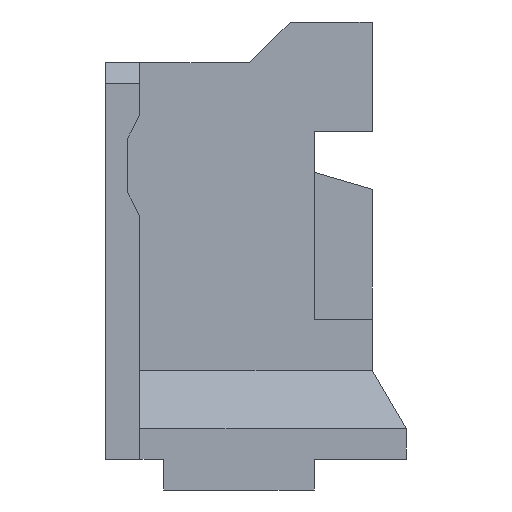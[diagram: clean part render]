
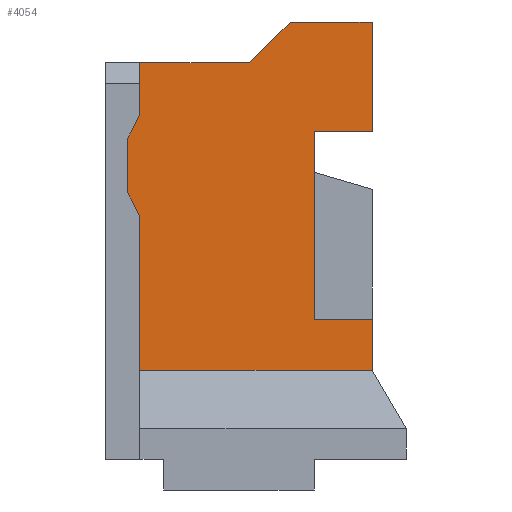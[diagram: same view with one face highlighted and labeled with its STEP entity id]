
A CAD part, left-side view. The second image highlights one B-rep face of the part: STEP entity #4054.
In plain terms, the highlighted planar face has unit normal (-1, 0, 0).
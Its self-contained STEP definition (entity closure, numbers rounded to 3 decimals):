
#20 = LINE ( 'NONE', #903, #1382 ) ;
#60 = CARTESIAN_POINT ( 'NONE',  ( -1.25, 1.1, -5.8 ) ) ;
#84 = LINE ( 'NONE', #1211, #351 ) ;
#133 = LINE ( 'NONE', #2175, #1007 ) ;
#179 = VERTEX_POINT ( 'NONE', #5218 ) ;
#244 = AXIS2_PLACEMENT_3D ( 'NONE', #4469, #4527, #1948 ) ;
#291 = EDGE_CURVE ( 'NONE', #2738, #4379, #4701, .T. ) ;
#351 = VECTOR ( 'NONE', #3367, 1000. ) ;
#464 = CARTESIAN_POINT ( 'NONE',  ( -1.25, 1.275, -1.1 ) ) ;
#509 = LINE ( 'NONE', #3598, #1812 ) ;
#524 = ORIENTED_EDGE ( 'NONE', *, *, #748, .F. ) ;
#529 = LINE ( 'NONE', #5631, #1270 ) ;
#703 = DIRECTION ( 'NONE',  ( 0., -1., 0. ) ) ;
#748 = EDGE_CURVE ( 'NONE', #3527, #3656, #4068, .T. ) ;
#758 = EDGE_CURVE ( 'NONE', #3280, #5052, #529, .T. ) ;
#766 = LINE ( 'NONE', #60, #4435 ) ;
#840 = CARTESIAN_POINT ( 'NONE',  ( -1.25, 1.1, -2.25 ) ) ;
#903 = CARTESIAN_POINT ( 'NONE',  ( -1.25, -1.1, 0.6 ) ) ;
#980 = VECTOR ( 'NONE', #2166, 1000. ) ;
#1007 = VECTOR ( 'NONE', #2212, 1000. ) ;
#1056 = VERTEX_POINT ( 'NONE', #4327 ) ;
#1081 = VERTEX_POINT ( 'NONE', #1311 ) ;
#1174 = CARTESIAN_POINT ( 'NONE',  ( -1.25, -1.45, -3.75 ) ) ;
#1211 = CARTESIAN_POINT ( 'NONE',  ( -1.25, 1.1, 0. ) ) ;
#1239 = DIRECTION ( 'NONE',  ( 0., 0., 1. ) ) ;
#1250 = LINE ( 'NONE', #840, #980 ) ;
#1253 = VECTOR ( 'NONE', #703, 1000. ) ;
#1270 = VECTOR ( 'NONE', #1327, 1000. ) ;
#1311 = CARTESIAN_POINT ( 'NONE',  ( -1.25, -1.1, 0.6 ) ) ;
#1327 = DIRECTION ( 'NONE',  ( 0., 0., 1. ) ) ;
#1374 = CARTESIAN_POINT ( 'NONE',  ( -1.25, 1.1, -4.5 ) ) ;
#1382 = VECTOR ( 'NONE', #3878, 1000. ) ;
#1488 = VERTEX_POINT ( 'NONE', #1174 ) ;
#1504 = PLANE ( 'NONE',  #244 ) ;
#1561 = VERTEX_POINT ( 'NONE', #2110 ) ;
#1592 = CARTESIAN_POINT ( 'NONE',  ( -1.25, -1.45, -1. ) ) ;
#1656 = ORIENTED_EDGE ( 'NONE', *, *, #2461, .F. ) ;
#1812 = VECTOR ( 'NONE', #1897, 1000. ) ;
#1884 = DIRECTION ( 'NONE',  ( 0., -0.707, 0.707 ) ) ;
#1897 = DIRECTION ( 'NONE',  ( 0., 0., -1. ) ) ;
#1939 = VECTOR ( 'NONE', #1239, 1000. ) ;
#1948 = DIRECTION ( 'NONE',  ( 0., 0., -1. ) ) ;
#1980 = VECTOR ( 'NONE', #4298, 1000. ) ;
#2008 = LINE ( 'NONE', #2102, #1939 ) ;
#2099 = EDGE_CURVE ( 'NONE', #2862, #1081, #4244, .T. ) ;
#2102 = CARTESIAN_POINT ( 'NONE',  ( -1.25, 1.1, -5.8 ) ) ;
#2110 = CARTESIAN_POINT ( 'NONE',  ( -1.25, 1.1, -0.75 ) ) ;
#2166 = DIRECTION ( 'NONE',  ( 0., 0.447, 0.894 ) ) ;
#2175 = CARTESIAN_POINT ( 'NONE',  ( -1.25, 1.1, -0.75 ) ) ;
#2212 = DIRECTION ( 'NONE',  ( 0., -0.447, 0.894 ) ) ;
#2267 = EDGE_CURVE ( 'NONE', #1488, #1056, #3289, .T. ) ;
#2304 = DIRECTION ( 'NONE',  ( 0., 1., 0. ) ) ;
#2406 = CARTESIAN_POINT ( 'NONE',  ( -1.25, 1.275, -1.9 ) ) ;
#2417 = VECTOR ( 'NONE', #5055, 1000. ) ;
#2458 = CARTESIAN_POINT ( 'NONE',  ( -1.25, 3.057, -3.75 ) ) ;
#2461 = EDGE_CURVE ( 'NONE', #5058, #2738, #509, .T. ) ;
#2564 = ORIENTED_EDGE ( 'NONE', *, *, #291, .F. ) ;
#2610 = CARTESIAN_POINT ( 'NONE',  ( -1.25, -0.5, 0. ) ) ;
#2611 = CARTESIAN_POINT ( 'NONE',  ( -1.25, -3., -4.5 ) ) ;
#2687 = DIRECTION ( 'NONE',  ( 0., 0., -1. ) ) ;
#2716 = EDGE_LOOP ( 'NONE', ( #3502, #3861, #3677, #5315, #4448, #524, #4612, #3180, #3179, #2564, #1656, #4047, #5340, #5203 ) ) ;
#2738 = VERTEX_POINT ( 'NONE', #4170 ) ;
#2812 = FACE_OUTER_BOUND ( 'NONE', #2716, .T. ) ;
#2836 = VECTOR ( 'NONE', #1884, 1000. ) ;
#2848 = EDGE_CURVE ( 'NONE', #179, #3280, #1250, .T. ) ;
#2862 = VERTEX_POINT ( 'NONE', #2610 ) ;
#2947 = EDGE_CURVE ( 'NONE', #1056, #3527, #3216, .T. ) ;
#3071 = EDGE_CURVE ( 'NONE', #3656, #179, #766, .T. ) ;
#3080 = CARTESIAN_POINT ( 'NONE',  ( -1.25, -2.3, -1.85 ) ) ;
#3179 = ORIENTED_EDGE ( 'NONE', *, *, #4213, .F. ) ;
#3180 = ORIENTED_EDGE ( 'NONE', *, *, #2267, .F. ) ;
#3194 = CARTESIAN_POINT ( 'NONE',  ( -1.25, -0.5, 0. ) ) ;
#3203 = CARTESIAN_POINT ( 'NONE',  ( -1.25, 1.1, 0. ) ) ;
#3216 = LINE ( 'NONE', #3080, #4579 ) ;
#3280 = VERTEX_POINT ( 'NONE', #2406 ) ;
#3289 = LINE ( 'NONE', #2458, #1253 ) ;
#3367 = DIRECTION ( 'NONE',  ( 0., -1., 0. ) ) ;
#3490 = EDGE_CURVE ( 'NONE', #5052, #1561, #133, .T. ) ;
#3502 = ORIENTED_EDGE ( 'NONE', *, *, #4282, .F. ) ;
#3527 = VERTEX_POINT ( 'NONE', #4330 ) ;
#3598 = CARTESIAN_POINT ( 'NONE',  ( -1.25, -2.3, 0.6 ) ) ;
#3656 = VERTEX_POINT ( 'NONE', #1374 ) ;
#3677 = ORIENTED_EDGE ( 'NONE', *, *, #758, .F. ) ;
#3727 = EDGE_CURVE ( 'NONE', #1081, #5058, #20, .T. ) ;
#3808 = LINE ( 'NONE', #1592, #2417 ) ;
#3861 = ORIENTED_EDGE ( 'NONE', *, *, #3490, .F. ) ;
#3878 = DIRECTION ( 'NONE',  ( 0., -1., 0. ) ) ;
#4047 = ORIENTED_EDGE ( 'NONE', *, *, #3727, .F. ) ;
#4054 = ADVANCED_FACE ( 'NONE', ( #2812 ), #1504, .F. ) ;
#4068 = LINE ( 'NONE', #2611, #1980 ) ;
#4170 = CARTESIAN_POINT ( 'NONE',  ( -1.25, -2.3, -1. ) ) ;
#4213 = EDGE_CURVE ( 'NONE', #4379, #1488, #3808, .T. ) ;
#4244 = LINE ( 'NONE', #3194, #2836 ) ;
#4282 = EDGE_CURVE ( 'NONE', #1561, #4785, #2008, .T. ) ;
#4298 = DIRECTION ( 'NONE',  ( 0., 1., 0. ) ) ;
#4327 = CARTESIAN_POINT ( 'NONE',  ( -1.25, -2.3, -3.75 ) ) ;
#4330 = CARTESIAN_POINT ( 'NONE',  ( -1.25, -2.3, -4.5 ) ) ;
#4357 = DIRECTION ( 'NONE',  ( 0., 0., 1. ) ) ;
#4379 = VERTEX_POINT ( 'NONE', #5142 ) ;
#4435 = VECTOR ( 'NONE', #4357, 1000. ) ;
#4439 = EDGE_CURVE ( 'NONE', #4785, #2862, #84, .T. ) ;
#4448 = ORIENTED_EDGE ( 'NONE', *, *, #3071, .F. ) ;
#4469 = CARTESIAN_POINT ( 'NONE',  ( -1.25, 0., 0. ) ) ;
#4527 = DIRECTION ( 'NONE',  ( 1., 0., 0. ) ) ;
#4579 = VECTOR ( 'NONE', #2687, 1000. ) ;
#4612 = ORIENTED_EDGE ( 'NONE', *, *, #2947, .F. ) ;
#4701 = LINE ( 'NONE', #4800, #5387 ) ;
#4785 = VERTEX_POINT ( 'NONE', #3203 ) ;
#4800 = CARTESIAN_POINT ( 'NONE',  ( -1.25, -2.3, -1. ) ) ;
#5052 = VERTEX_POINT ( 'NONE', #464 ) ;
#5055 = DIRECTION ( 'NONE',  ( 0., 0., -1. ) ) ;
#5058 = VERTEX_POINT ( 'NONE', #5205 ) ;
#5142 = CARTESIAN_POINT ( 'NONE',  ( -1.25, -1.45, -1. ) ) ;
#5203 = ORIENTED_EDGE ( 'NONE', *, *, #4439, .F. ) ;
#5205 = CARTESIAN_POINT ( 'NONE',  ( -1.25, -2.3, 0.6 ) ) ;
#5218 = CARTESIAN_POINT ( 'NONE',  ( -1.25, 1.1, -2.25 ) ) ;
#5315 = ORIENTED_EDGE ( 'NONE', *, *, #2848, .F. ) ;
#5340 = ORIENTED_EDGE ( 'NONE', *, *, #2099, .F. ) ;
#5387 = VECTOR ( 'NONE', #2304, 1000. ) ;
#5631 = CARTESIAN_POINT ( 'NONE',  ( -1.25, 1.275, -2.25 ) ) ;
